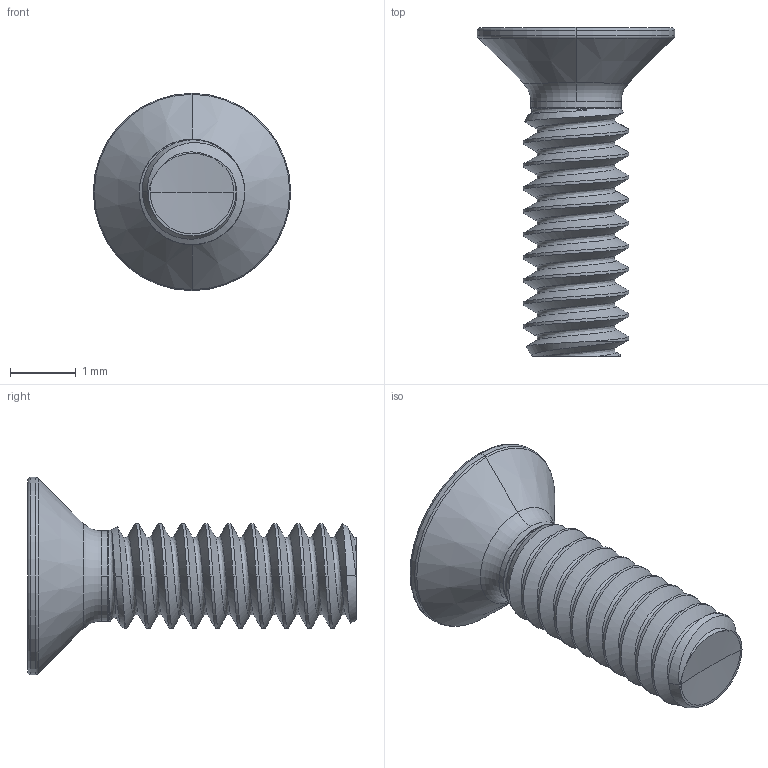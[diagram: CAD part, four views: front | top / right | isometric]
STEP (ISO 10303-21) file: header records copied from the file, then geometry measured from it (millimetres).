
FILE_DESCRIPTION (( 'STEP AP203' ), '1' );
FILE_NAME ('STM330160050.STEP', '2019-03-15T20:10:15', ( '' ), ( '' ), 'SwSTEP 2.0', 'SolidWorks 2015', '' );
FILE_SCHEMA (( 'CONFIG_CONTROL_DESIGN' ));
Length unit declared in the file: millimetre
Products named in the file (1): STM330160050
Bounding box: 3 x 5 x 3 mm (x, y, z)
Volume: 9.8 mm3; surface area: 48.8 mm2
Topology: 1 solids, 1 shells, 179 faces, 412 edges, 234 vertices
Faces by surface type: cylinder 64, bspline 46, sphere 26, plane 22, cone 11, torus 10
Entity records: 14181 total; most frequent: CARTESIAN_POINT 10544, ORIENTED_EDGE 820, DIRECTION 672, EDGE_CURVE 410, AXIS2_PLACEMENT_3D 280, VERTEX_POINT 234, EDGE_LOOP 180, ADVANCED_FACE 179
